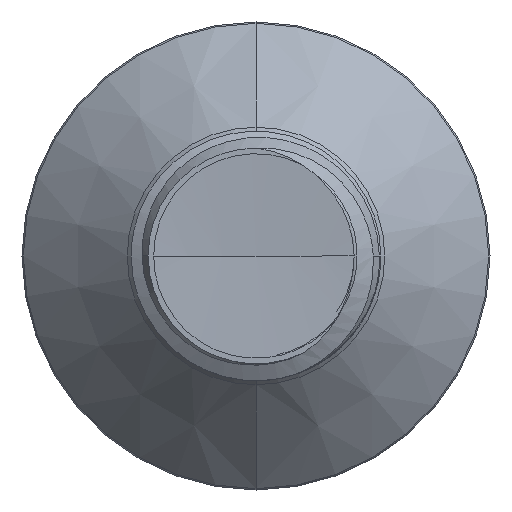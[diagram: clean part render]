
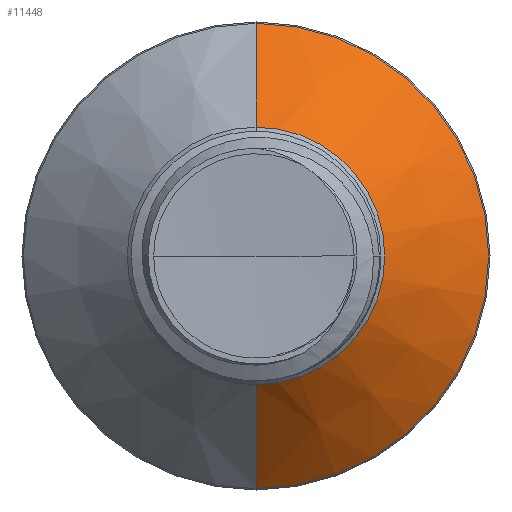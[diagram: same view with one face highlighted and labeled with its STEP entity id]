
A CAD part, front view. The second image highlights one B-rep face of the part: STEP entity #11448.
In plain terms, the highlighted conical face has half-angle 45 degrees and reference radius 2.064 mm.
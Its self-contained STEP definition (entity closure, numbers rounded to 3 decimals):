
#526 = DIRECTION ( 'NONE',  ( 0., 0.707, 0.707 ) ) ;
#1136 = VECTOR ( 'NONE', #526, 1000. ) ;
#1417 = DIRECTION ( 'NONE',  ( 0., 1., 0. ) ) ;
#1770 = CARTESIAN_POINT ( 'NONE',  ( 0., 10.193, 0. ) ) ;
#2247 = CARTESIAN_POINT ( 'NONE',  ( 0., 10.193, -2.064 ) ) ;
#2568 = AXIS2_PLACEMENT_3D ( 'NONE', #1770, #17529, #4056 ) ;
#2655 = EDGE_CURVE ( 'NONE', #28132, #28766, #11720, .T. ) ;
#4056 = DIRECTION ( 'NONE',  ( 0., 0., 1. ) ) ;
#4745 = ORIENTED_EDGE ( 'NONE', *, *, #25902, .F. ) ;
#5294 = CARTESIAN_POINT ( 'NONE',  ( 0., 11.857, 3.728 ) ) ;
#5546 = CARTESIAN_POINT ( 'NONE',  ( 0., 10.193, -2.064 ) ) ;
#5682 = EDGE_CURVE ( 'NONE', #16700, #28132, #22237, .T. ) ;
#6833 = EDGE_LOOP ( 'NONE', ( #24143, #25775, #12890, #4745 ) ) ;
#10333 = CARTESIAN_POINT ( 'NONE',  ( 0., 11.857, 0. ) ) ;
#10406 = CARTESIAN_POINT ( 'NONE',  ( 0., 10.193, 0. ) ) ;
#11188 = AXIS2_PLACEMENT_3D ( 'NONE', #10406, #1417, #26177 ) ;
#11448 = ADVANCED_FACE ( 'NONE', ( #27202 ), #25783, .T. ) ;
#11720 = LINE ( 'NONE', #2247, #23689 ) ;
#12346 = CARTESIAN_POINT ( 'NONE',  ( 0., 10.193, 2.064 ) ) ;
#12594 = DIRECTION ( 'NONE',  ( 0., 0., 1. ) ) ;
#12890 = ORIENTED_EDGE ( 'NONE', *, *, #27415, .F. ) ;
#16281 = CARTESIAN_POINT ( 'NONE',  ( 0., 10.193, 2.064 ) ) ;
#16700 = VERTEX_POINT ( 'NONE', #12346 ) ;
#17118 = AXIS2_PLACEMENT_3D ( 'NONE', #10333, #26099, #12594 ) ;
#17464 = VERTEX_POINT ( 'NONE', #5294 ) ;
#17529 = DIRECTION ( 'NONE',  ( 0., 1., 0. ) ) ;
#22237 = CIRCLE ( 'NONE', #2568, 2.064 ) ;
#23689 = VECTOR ( 'NONE', #24626, 1000. ) ;
#23693 = LINE ( 'NONE', #16281, #1136 ) ;
#24143 = ORIENTED_EDGE ( 'NONE', *, *, #5682, .T. ) ;
#24626 = DIRECTION ( 'NONE',  ( 0., 0.707, -0.707 ) ) ;
#25775 = ORIENTED_EDGE ( 'NONE', *, *, #2655, .T. ) ;
#25783 = CONICAL_SURFACE ( 'NONE', #11188, 2.064, 0.785 ) ;
#25902 = EDGE_CURVE ( 'NONE', #16700, #17464, #23693, .T. ) ;
#26099 = DIRECTION ( 'NONE',  ( 0., 1., 0. ) ) ;
#26177 = DIRECTION ( 'NONE',  ( 0., 0., 1. ) ) ;
#27028 = CARTESIAN_POINT ( 'NONE',  ( 0., 11.857, -3.728 ) ) ;
#27202 = FACE_OUTER_BOUND ( 'NONE', #6833, .T. ) ;
#27415 = EDGE_CURVE ( 'NONE', #17464, #28766, #27934, .T. ) ;
#27934 = CIRCLE ( 'NONE', #17118, 3.728 ) ;
#28132 = VERTEX_POINT ( 'NONE', #5546 ) ;
#28766 = VERTEX_POINT ( 'NONE', #27028 ) ;
